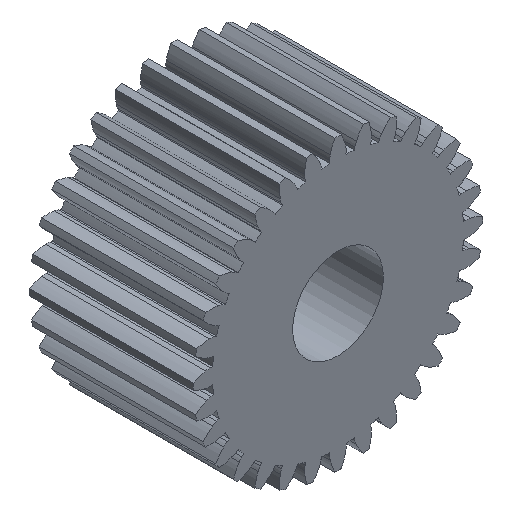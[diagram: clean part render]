
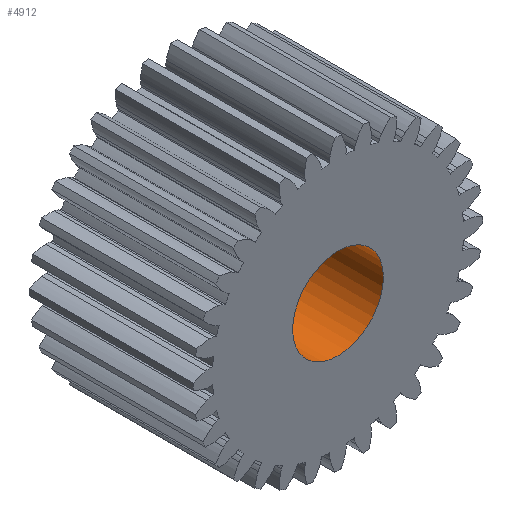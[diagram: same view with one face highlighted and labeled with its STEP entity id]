
A CAD part, isometric view. The second image highlights one B-rep face of the part: STEP entity #4912.
In plain terms, the highlighted cylindrical face has radius 4 mm (diameter 8 mm), a full revolution.
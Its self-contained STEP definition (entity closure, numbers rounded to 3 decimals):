
#51=CYLINDRICAL_SURFACE('',#5219,4.);
#343=FACE_OUTER_BOUND('',#603,.T.);
#603=EDGE_LOOP('',(#3944,#3945,#3946,#3947));
#1054=CIRCLE('',#5122,4.);
#1087=CIRCLE('',#5220,4.);
#1345=LINE('',#8321,#1730);
#1730=VECTOR('',#5874,4.);
#2146=VERTEX_POINT('',#7163);
#2276=VERTEX_POINT('',#8320);
#2660=EDGE_CURVE('',#2146,#2146,#1054,.T.);
#2918=EDGE_CURVE('',#2146,#2276,#1345,.T.);
#2919=EDGE_CURVE('',#2276,#2276,#1087,.T.);
#3944=ORIENTED_EDGE('',*,*,#2660,.T.);
#3945=ORIENTED_EDGE('',*,*,#2918,.T.);
#3946=ORIENTED_EDGE('',*,*,#2919,.F.);
#3947=ORIENTED_EDGE('',*,*,#2918,.F.);
#4912=ADVANCED_FACE('',(#343),#51,.F.);
#5122=AXIS2_PLACEMENT_3D('',#7164,#5517,#5518);
#5219=AXIS2_PLACEMENT_3D('',#8319,#5872,#5873);
#5220=AXIS2_PLACEMENT_3D('',#8322,#5875,#5876);
#5517=DIRECTION('center_axis',(0.,1.,0.));
#5518=DIRECTION('ref_axis',(-1.,0.,0.));
#5872=DIRECTION('center_axis',(0.,-1.,0.));
#5873=DIRECTION('ref_axis',(-1.,0.,0.));
#5874=DIRECTION('',(0.,-1.,0.));
#5875=DIRECTION('center_axis',(0.,1.,0.));
#5876=DIRECTION('ref_axis',(-1.,0.,0.));
#7163=CARTESIAN_POINT('',(4.,14.45,0.));
#7164=CARTESIAN_POINT('Origin',(0.,14.45,0.));
#8319=CARTESIAN_POINT('Origin',(0.,25.,0.));
#8320=CARTESIAN_POINT('',(4.,0.,0.));
#8321=CARTESIAN_POINT('',(4.,25.,0.));
#8322=CARTESIAN_POINT('Origin',(0.,0.,0.));
